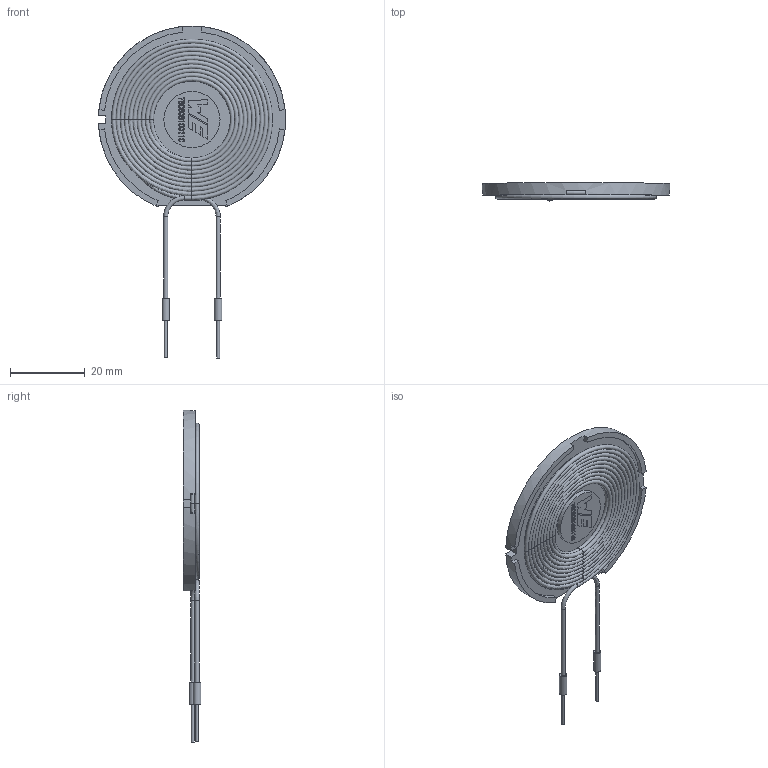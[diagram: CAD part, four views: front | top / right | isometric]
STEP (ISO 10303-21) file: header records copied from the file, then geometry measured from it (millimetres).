
FILE_DESCRIPTION( ( 'Unknown' ), '1' );
FILE_NAME( '760308100110.stp', 'Unknown', ( 'Unknown' ), ( 'Unknown' ), 'PSStep 16.0.42', 'Unknown', ' ' );
FILE_SCHEMA( ( 'AUTOMOTIVE_DESIGN { 1 0 10303 214 1 1 1 1 }' ) );
Length unit declared in the file: millimetre
Products named in the file (3): Assem1; turns; place holder
Assembly tree (2 placements, depth 2):
  Assem1
    turns
    place holder
Bounding box: 49.98 x 4.7 x 88.65 mm (x, y, z)
Volume: 6234.8 mm3; surface area: 11361.7 mm2
Topology: 2 solids, 2 shells, 187 faces, 457 edges, 294 vertices
Faces by surface type: plane 105, extrusion 27, bspline 26, torus 16, cylinder 13
Full cylindrical faces by diameter (mm): 0.8 x2, 1.12 x2, 2 x2, 15 x1
Entity records: 13065 total; most frequent: CARTESIAN_POINT 7605, ORIENTED_EDGE 746, DIRECTION 675, EDGE_CURVE 373, VERTEX_POINT 294, EDGE_LOOP 288, VECTOR 261, FACE_OUTER_BOUND 249
